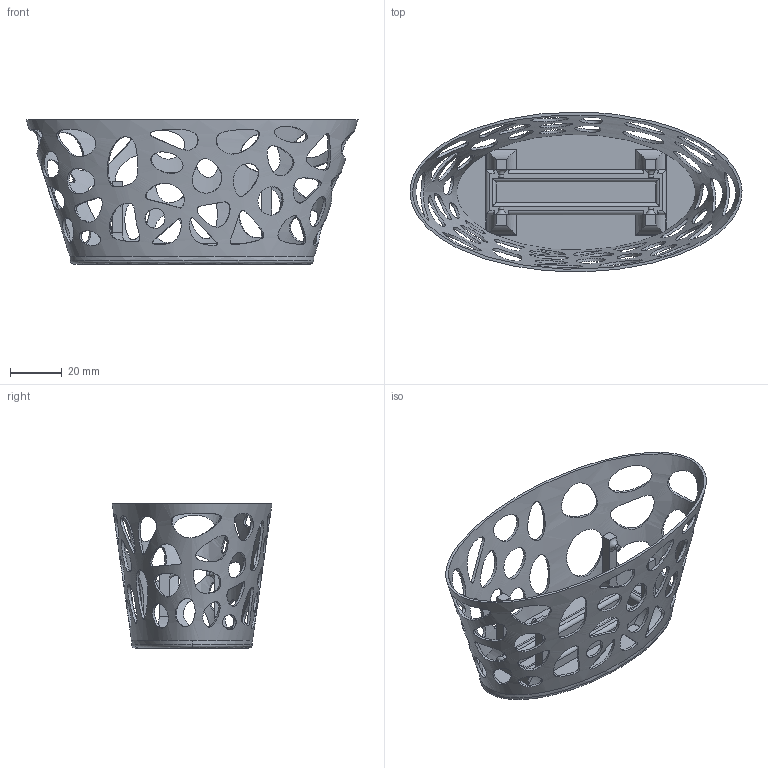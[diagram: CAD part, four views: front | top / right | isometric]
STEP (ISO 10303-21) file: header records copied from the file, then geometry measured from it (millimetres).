
FILE_DESCRIPTION(/* description */ (''),/* implementation_level */ '2;1');
FILE_NAME(/* name */ '8-Panier_nacelle v1.step',/* time_stamp */ '2023-06-05T13:54:17+02:00',/* author */ (''),/* organization */ (''),/* preprocessor_version */ 'ST-DEVELOPER v19.2',/* originating_system */ 'Autodesk Translation Framework v12.6.0.85',/* authorisation */ '');
FILE_SCHEMA (('AUTOMOTIVE_DESIGN { 1 0 10303 214 3 1 1 }'));
Length unit declared in the file: millimetre
Products named in the file (1): 8-Panier_nacelle
Bounding box: 128.79 x 61.99 x 56 mm (x, y, z)
Volume: 25003 mm3; surface area: 30306 mm2
Topology: 1 solids, 1 shells, 158 faces, 438 edges, 280 vertices
Faces by surface type: plane 64, bspline 62, cylinder 28, torus 4
Full cylindrical faces by diameter (mm): 2 x4
Entity records: 14358 total; most frequent: CARTESIAN_POINT 10610, ORIENTED_EDGE 876, DIRECTION 514, EDGE_CURVE 438, VERTEX_POINT 280, EDGE_LOOP 256, B_SPLINE_CURVE_WITH_KNOTS 201, AXIS2_PLACEMENT_3D 180
